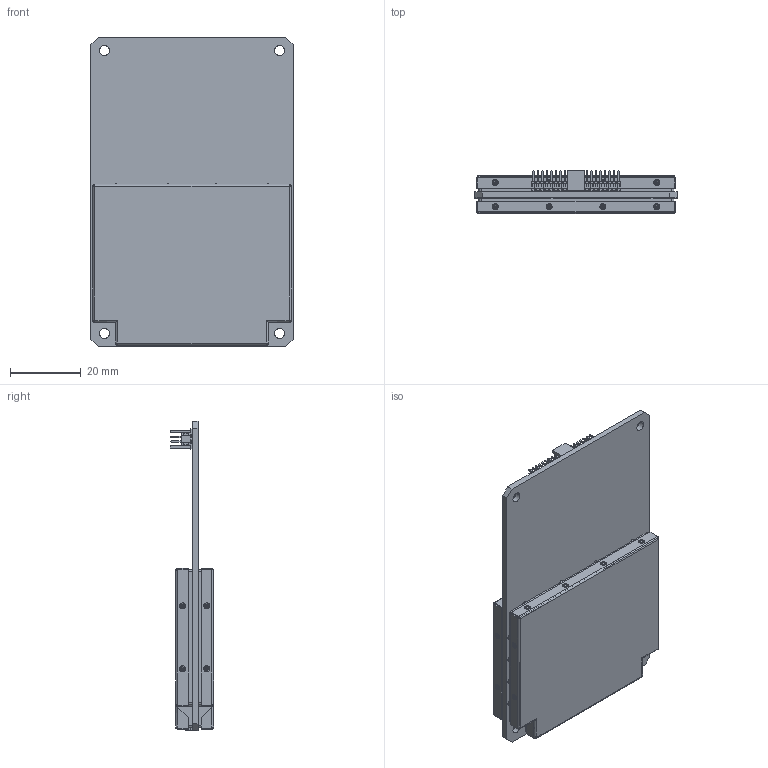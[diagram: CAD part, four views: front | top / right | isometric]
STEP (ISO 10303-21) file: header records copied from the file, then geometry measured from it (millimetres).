
FILE_DESCRIPTION((''),'2;1');
FILE_NAME('05-571301-01_TR-G3T_RF_BOARD_ASM','2016-07-14T',('BShumkin'),(''),'CREO PARAMETRIC BY PTC INC, 2016050','CREO PARAMETRIC BY PTC INC, 2016050','');
FILE_SCHEMA(('AUTOMOTIVE_DESIGN { 1 0 10303 214 1 1 1 1 }'));
Length unit declared in the file: inch
Products named in the file (11): 06-571301-01_TR-G3T_RF_PCB; 09-571301-01_TR-G3T_TOP_WALL; 09-571301-02_TR-G3T_BTM_WALL; 09-571301-03_TR-G3T_TOP_CAP; T-1S15_FTSH-01-DV; FTSHD; SM-XXX; C3DFTSH-XCN; FTSH-120-01-L-DV-K-A_ASM; 280103LF_MMCX_PCB_JACK_EM; 05-571301-01_TR-G3T_RF_BOARD_ASM
Assembly tree (51 placements, depth 3):
  05-571301-01_TR-G3T_RF_BOARD_ASM
    06-571301-01_TR-G3T_RF_PCB
    09-571301-01_TR-G3T_TOP_WALL
    09-571301-02_TR-G3T_BTM_WALL
    09-571301-03_TR-G3T_TOP_CAP  x2
    FTSH-120-01-L-DV-K-A_ASM
      T-1S15_FTSH-01-DV  x40
      FTSHD
      SM-XXX  x2
      C3DFTSH-XCN
    280103LF_MMCX_PCB_JACK_EM
Bounding box: 57.15 x 12.24 x 87.63 mm (x, y, z)
Volume: 10903 mm3; surface area: 28151.5 mm2
Topology: 52 solids, 53 shells, 3029 faces, 7568 edges, 4582 vertices
Faces by surface type: plane 2278, cylinder 302, torus 172, sphere 135, cone 110, bspline 32
Entity records: 87442 total; most frequent: CARTESIAN_POINT 12911, ORIENTED_EDGE 11400, DIRECTION 11190, EDGE_CURVE 5701, PRESENTATION_STYLE_ASSIGNMENT 5698, STYLED_ITEM 5698, CURVE_STYLE 5671, VECTOR 4788
